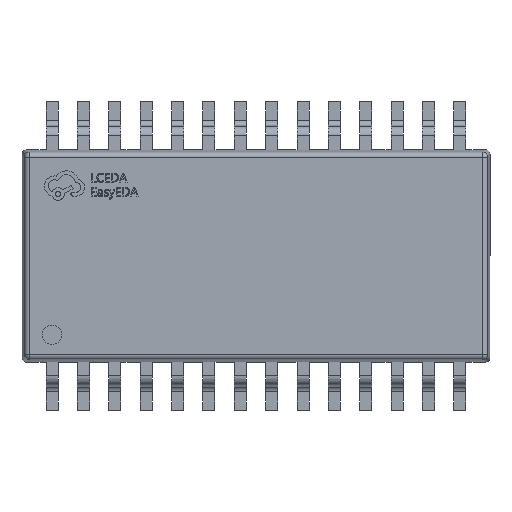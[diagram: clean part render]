
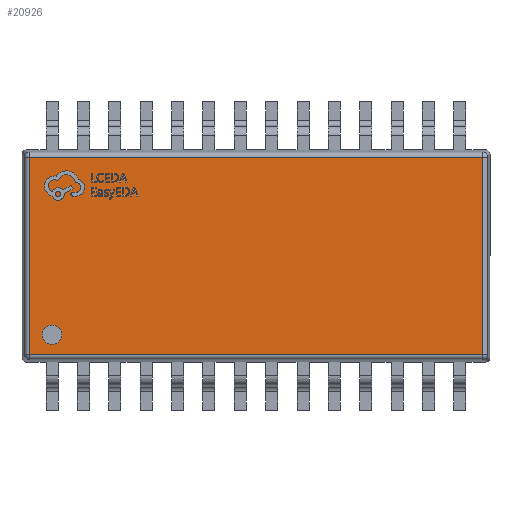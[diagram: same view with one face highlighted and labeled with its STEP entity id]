
A CAD part, top view. The second image highlights one B-rep face of the part: STEP entity #20926.
In plain terms, the highlighted planar face has unit normal (0, 0, 1).
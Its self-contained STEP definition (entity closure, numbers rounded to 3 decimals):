
#313 = CARTESIAN_POINT ( 'NONE',  ( -4.787, 2.05, 0.45 ) ) ;
#733 = DIRECTION ( 'NONE',  ( 0., -1., 0. ) ) ;
#1082 = DIRECTION ( 'NONE',  ( 1., 0., 0. ) ) ;
#1512 = CARTESIAN_POINT ( 'NONE',  ( 4.7, 2.137, 0.45 ) ) ;
#1711 = CARTESIAN_POINT ( 'NONE',  ( -4.7, 2.05, 0.45 ) ) ;
#2339 = DIRECTION ( 'NONE',  ( 1., 0., 0. ) ) ;
#3510 = VERTEX_POINT ( 'NONE', #1711 ) ;
#3665 = CARTESIAN_POINT ( 'NONE',  ( -4.7, -2.137, 0.45 ) ) ;
#3757 = EDGE_CURVE ( 'NONE', #25355, #17319, #24381, .T. ) ;
#4991 = ORIENTED_EDGE ( 'NONE', *, *, #30511, .T. ) ;
#5155 = ORIENTED_EDGE ( 'NONE', *, *, #5767, .T. ) ;
#5767 = EDGE_CURVE ( 'NONE', #19463, #30143, #32669, .T. ) ;
#6500 = CARTESIAN_POINT ( 'NONE',  ( -4.029, -1.632, 0.45 ) ) ;
#9455 = EDGE_CURVE ( 'NONE', #17319, #25355, #19308, .T. ) ;
#10126 = CARTESIAN_POINT ( 'NONE',  ( 0., 0., 0.45 ) ) ;
#10368 = EDGE_CURVE ( 'NONE', #3510, #13389, #22269, .T. ) ;
#12111 = DIRECTION ( 'NONE',  ( 0., 1., 0. ) ) ;
#12444 = EDGE_LOOP ( 'NONE', ( #4991, #5155, #33029, #26497 ) ) ;
#12616 = DIRECTION ( 'NONE',  ( 0., 0., 1. ) ) ;
#13389 = VERTEX_POINT ( 'NONE', #19862 ) ;
#14273 = DIRECTION ( 'NONE',  ( 0., 0., 1. ) ) ;
#15671 = LINE ( 'NONE', #313, #17064 ) ;
#15760 = CARTESIAN_POINT ( 'NONE',  ( 4.7, 2.05, 0.45 ) ) ;
#17064 = VECTOR ( 'NONE', #26723, 1000. ) ;
#17319 = VERTEX_POINT ( 'NONE', #6500 ) ;
#17596 = FACE_BOUND ( 'NONE', #17979, .T. ) ;
#17644 = EDGE_CURVE ( 'NONE', #30143, #3510, #15671, .T. ) ;
#17979 = EDGE_LOOP ( 'NONE', ( #30455, #20530 ) ) ;
#18454 = DIRECTION ( 'NONE',  ( 1., 0., 0. ) ) ;
#18524 = VECTOR ( 'NONE', #32410, 1000. ) ;
#19308 = CIRCLE ( 'NONE', #31021, 0.2 ) ;
#19336 = LINE ( 'NONE', #21782, #18524 ) ;
#19463 = VERTEX_POINT ( 'NONE', #30475 ) ;
#19862 = CARTESIAN_POINT ( 'NONE',  ( -4.7, -2.05, 0.45 ) ) ;
#20530 = ORIENTED_EDGE ( 'NONE', *, *, #3757, .F. ) ;
#20926 = ADVANCED_FACE ( 'NONE', ( #22636, #17596 ), #28219, .T. ) ;
#21782 = CARTESIAN_POINT ( 'NONE',  ( 4.787, -2.05, 0.45 ) ) ;
#22191 = VECTOR ( 'NONE', #733, 1000. ) ;
#22269 = LINE ( 'NONE', #3665, #22191 ) ;
#22636 = FACE_OUTER_BOUND ( 'NONE', #12444, .T. ) ;
#24381 = CIRCLE ( 'NONE', #25499, 0.2 ) ;
#25355 = VERTEX_POINT ( 'NONE', #32237 ) ;
#25499 = AXIS2_PLACEMENT_3D ( 'NONE', #31419, #12616, #2339 ) ;
#26497 = ORIENTED_EDGE ( 'NONE', *, *, #10368, .T. ) ;
#26723 = DIRECTION ( 'NONE',  ( -1., 0., 0. ) ) ;
#26825 = AXIS2_PLACEMENT_3D ( 'NONE', #10126, #31030, #18454 ) ;
#27485 = CARTESIAN_POINT ( 'NONE',  ( -4.229, -1.632, 0.45 ) ) ;
#28219 = PLANE ( 'NONE',  #26825 ) ;
#28691 = VECTOR ( 'NONE', #12111, 1000. ) ;
#30143 = VERTEX_POINT ( 'NONE', #15760 ) ;
#30455 = ORIENTED_EDGE ( 'NONE', *, *, #9455, .F. ) ;
#30475 = CARTESIAN_POINT ( 'NONE',  ( 4.7, -2.05, 0.45 ) ) ;
#30511 = EDGE_CURVE ( 'NONE', #13389, #19463, #19336, .T. ) ;
#31021 = AXIS2_PLACEMENT_3D ( 'NONE', #27485, #14273, #1082 ) ;
#31030 = DIRECTION ( 'NONE',  ( 0., 0., 1. ) ) ;
#31419 = CARTESIAN_POINT ( 'NONE',  ( -4.229, -1.632, 0.45 ) ) ;
#32237 = CARTESIAN_POINT ( 'NONE',  ( -4.429, -1.632, 0.45 ) ) ;
#32410 = DIRECTION ( 'NONE',  ( 1., 0., 0. ) ) ;
#32669 = LINE ( 'NONE', #1512, #28691 ) ;
#33029 = ORIENTED_EDGE ( 'NONE', *, *, #17644, .T. ) ;
